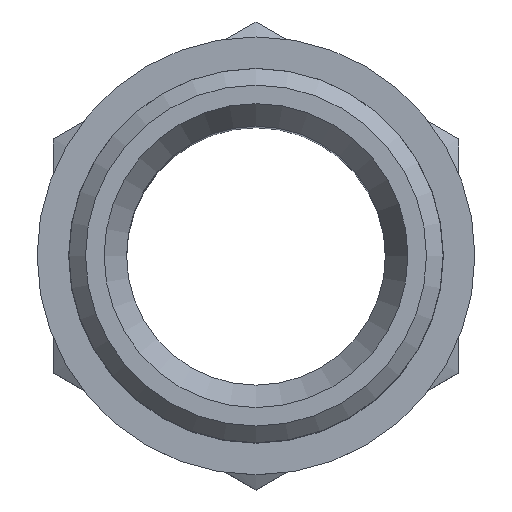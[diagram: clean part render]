
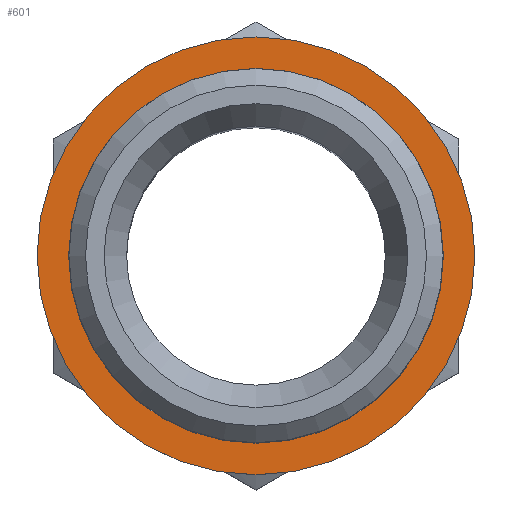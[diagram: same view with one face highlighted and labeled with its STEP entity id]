
A CAD part, top view. The second image highlights one B-rep face of the part: STEP entity #601.
In plain terms, the highlighted planar face has unit normal (0, 0, 1).
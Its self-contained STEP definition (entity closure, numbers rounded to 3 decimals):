
#223=ORIENTED_EDGE('',*,*,#298,.T.);
#224=ORIENTED_EDGE('',*,*,#296,.F.);
#296=EDGE_CURVE('',#348,#348,#388,.T.);
#298=EDGE_CURVE('',#350,#350,#390,.T.);
#348=VERTEX_POINT('',#1128);
#350=VERTEX_POINT('',#1133);
#388=CIRCLE('',#698,19.45);
#390=CIRCLE('',#701,16.65);
#461=EDGE_LOOP('',(#223));
#462=EDGE_LOOP('',(#224));
#537=FACE_BOUND('',#461,.T.);
#538=FACE_BOUND('',#462,.T.);
#555=PLANE('',#700);
#601=ADVANCED_FACE('',(#537,#538),#555,.T.);
#698=AXIS2_PLACEMENT_3D('',#1127,#874,#875);
#700=AXIS2_PLACEMENT_3D('',#1131,#878,#879);
#701=AXIS2_PLACEMENT_3D('',#1132,#880,#881);
#874=DIRECTION('',(0.,0.,-1.));
#875=DIRECTION('',(-1.,0.,0.));
#878=DIRECTION('',(0.,0.,1.));
#879=DIRECTION('',(1.,0.,0.));
#880=DIRECTION('',(0.,0.,-1.));
#881=DIRECTION('',(-1.,0.,0.));
#1127=CARTESIAN_POINT('',(0.,0.,2.));
#1128=CARTESIAN_POINT('',(-19.45,0.,2.));
#1131=CARTESIAN_POINT('',(0.,19.45,2.));
#1132=CARTESIAN_POINT('',(0.,0.,2.));
#1133=CARTESIAN_POINT('',(-16.65,0.,2.));
